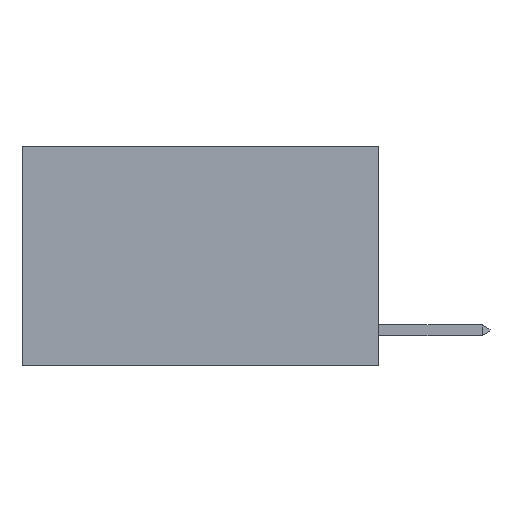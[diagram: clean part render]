
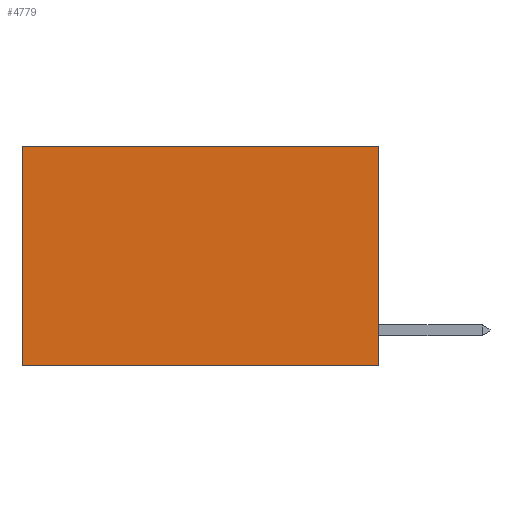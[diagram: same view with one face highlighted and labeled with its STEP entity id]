
A CAD part, left-side view. The second image highlights one B-rep face of the part: STEP entity #4779.
In plain terms, the highlighted planar face has unit normal (-1, 0, 0).
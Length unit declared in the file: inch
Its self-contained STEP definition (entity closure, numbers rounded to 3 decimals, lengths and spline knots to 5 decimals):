
#178 = EDGE_CURVE ( 'NONE', #845, #4301, #5729, .T. ) ;
#254 = CARTESIAN_POINT ( 'NONE',  ( 0.2625, 0., 0. ) ) ;
#484 = DIRECTION ( 'NONE',  ( 0., 1., 0. ) ) ;
#738 = EDGE_CURVE ( 'NONE', #4089, #845, #825, .T. ) ;
#825 = LINE ( 'NONE', #254, #6663 ) ;
#845 = VERTEX_POINT ( 'NONE', #8964 ) ;
#960 = VECTOR ( 'NONE', #484, 39.37008 ) ;
#998 = VECTOR ( 'NONE', #7586, 39.37008 ) ;
#1351 = CARTESIAN_POINT ( 'NONE',  ( 0.2625, 0., 0. ) ) ;
#1890 = EDGE_CURVE ( 'NONE', #4089, #1998, #9518, .T. ) ;
#1998 = VERTEX_POINT ( 'NONE', #5117 ) ;
#2454 = DIRECTION ( 'NONE',  ( 1., 0., 0. ) ) ;
#2558 = DIRECTION ( 'NONE',  ( 0., 0., -1. ) ) ;
#2916 = LINE ( 'NONE', #9343, #998 ) ;
#3189 = VECTOR ( 'NONE', #8176, 39.37008 ) ;
#3814 = EDGE_LOOP ( 'NONE', ( #5773, #4894, #4835, #4142 ) ) ;
#3964 = FACE_OUTER_BOUND ( 'NONE', #3814, .T. ) ;
#4089 = VERTEX_POINT ( 'NONE', #8556 ) ;
#4142 = ORIENTED_EDGE ( 'NONE', *, *, #1890, .T. ) ;
#4301 = VERTEX_POINT ( 'NONE', #7268 ) ;
#4779 = ADVANCED_FACE ( 'NONE', ( #3964 ), #7826, .F. ) ;
#4835 = ORIENTED_EDGE ( 'NONE', *, *, #738, .F. ) ;
#4894 = ORIENTED_EDGE ( 'NONE', *, *, #178, .F. ) ;
#5045 = CARTESIAN_POINT ( 'NONE',  ( 0.2625, 0., -0.37 ) ) ;
#5117 = CARTESIAN_POINT ( 'NONE',  ( 0.2625, 0.6, 0. ) ) ;
#5729 = LINE ( 'NONE', #5045, #960 ) ;
#5773 = ORIENTED_EDGE ( 'NONE', *, *, #6606, .T. ) ;
#6606 = EDGE_CURVE ( 'NONE', #1998, #4301, #2916, .T. ) ;
#6663 = VECTOR ( 'NONE', #2558, 39.37008 ) ;
#7268 = CARTESIAN_POINT ( 'NONE',  ( 0.2625, 0.6, -0.37 ) ) ;
#7553 = AXIS2_PLACEMENT_3D ( 'NONE', #8544, #2454, #7799 ) ;
#7586 = DIRECTION ( 'NONE',  ( 0., 0., -1. ) ) ;
#7799 = DIRECTION ( 'NONE',  ( 0., 0., -1. ) ) ;
#7826 = PLANE ( 'NONE',  #7553 ) ;
#8176 = DIRECTION ( 'NONE',  ( 0., 1., 0. ) ) ;
#8544 = CARTESIAN_POINT ( 'NONE',  ( 0.2625, 0., 0. ) ) ;
#8556 = CARTESIAN_POINT ( 'NONE',  ( 0.2625, 0., 0. ) ) ;
#8964 = CARTESIAN_POINT ( 'NONE',  ( 0.2625, 0., -0.37 ) ) ;
#9343 = CARTESIAN_POINT ( 'NONE',  ( 0.2625, 0.6, 0. ) ) ;
#9518 = LINE ( 'NONE', #1351, #3189 ) ;
